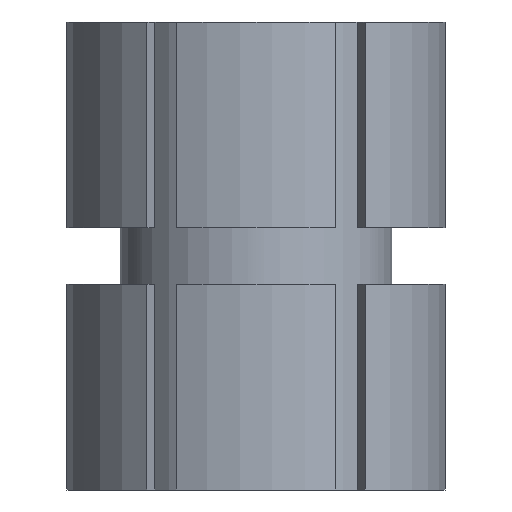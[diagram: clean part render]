
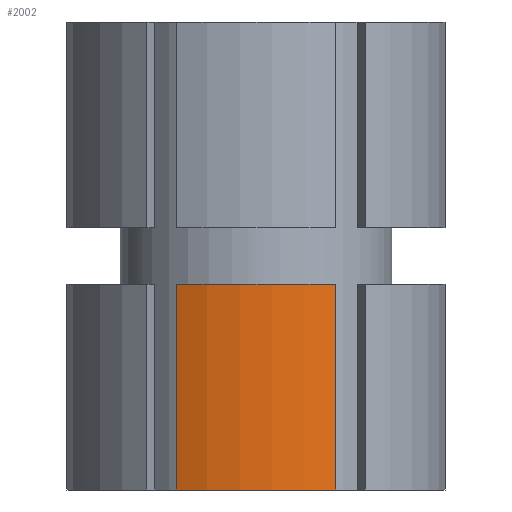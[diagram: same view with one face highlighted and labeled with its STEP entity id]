
A CAD part, left-side view. The second image highlights one B-rep face of the part: STEP entity #2002.
In plain terms, the highlighted cylindrical face has radius 16.75 mm (diameter 33.5 mm), a partial arc.
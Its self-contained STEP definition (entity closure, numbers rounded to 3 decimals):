
#35=CYLINDRICAL_SURFACE('',#2205,16.75);
#84=FACE_OUTER_BOUND('',#206,.T.);
#206=EDGE_LOOP('',(#1531,#1532,#1533,#1534));
#309=CIRCLE('',#2123,16.75);
#366=CIRCLE('',#2206,16.75);
#419=LINE('',#3053,#615);
#506=LINE('',#3321,#702);
#615=VECTOR('',#2405,10.);
#702=VECTOR('',#2648,10.);
#825=VERTEX_POINT('',#3030);
#827=VERTEX_POINT('',#3033);
#835=VERTEX_POINT('',#3051);
#938=VERTEX_POINT('',#3319);
#1026=EDGE_CURVE('',#827,#825,#309,.T.);
#1036=EDGE_CURVE('',#835,#825,#419,.T.);
#1175=EDGE_CURVE('',#835,#938,#366,.T.);
#1176=EDGE_CURVE('',#938,#827,#506,.T.);
#1531=ORIENTED_EDGE('',*,*,#1026,.T.);
#1532=ORIENTED_EDGE('',*,*,#1036,.F.);
#1533=ORIENTED_EDGE('',*,*,#1175,.T.);
#1534=ORIENTED_EDGE('',*,*,#1176,.T.);
#2002=ADVANCED_FACE('',(#84),#35,.T.);
#2123=AXIS2_PLACEMENT_3D('',#3034,#2388,#2389);
#2205=AXIS2_PLACEMENT_3D('',#3318,#2644,#2645);
#2206=AXIS2_PLACEMENT_3D('',#3320,#2646,#2647);
#2388=DIRECTION('center_axis',(0.,0.,-1.));
#2389=DIRECTION('ref_axis',(1.,0.,0.));
#2405=DIRECTION('',(0.,0.,1.));
#2644=DIRECTION('center_axis',(0.,0.,1.));
#2645=DIRECTION('ref_axis',(-1.,0.,0.));
#2646=DIRECTION('center_axis',(0.,0.,1.));
#2647=DIRECTION('ref_axis',(1.,0.,0.));
#2648=DIRECTION('',(0.,0.,1.));
#3030=CARTESIAN_POINT('',(-15.198,7.042,18.15));
#3033=CARTESIAN_POINT('',(-15.198,-7.042,18.15));
#3034=CARTESIAN_POINT('Origin',(0.,0.,18.15));
#3051=CARTESIAN_POINT('',(-15.198,7.042,0.));
#3053=CARTESIAN_POINT('',(-15.198,7.042,0.));
#3318=CARTESIAN_POINT('Origin',(0.,0.,0.));
#3319=CARTESIAN_POINT('',(-15.198,-7.042,0.));
#3320=CARTESIAN_POINT('Origin',(0.,0.,0.));
#3321=CARTESIAN_POINT('',(-15.198,-7.042,0.));
